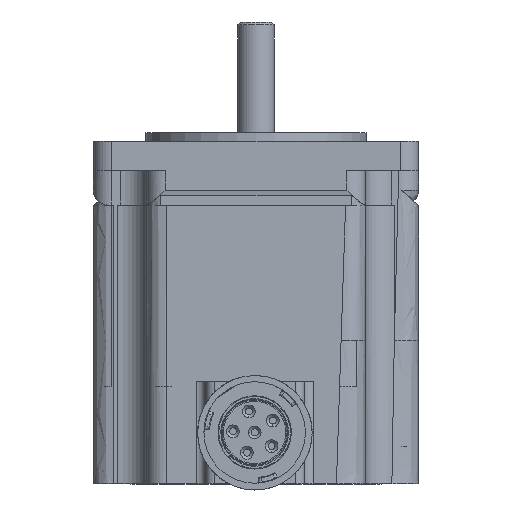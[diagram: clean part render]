
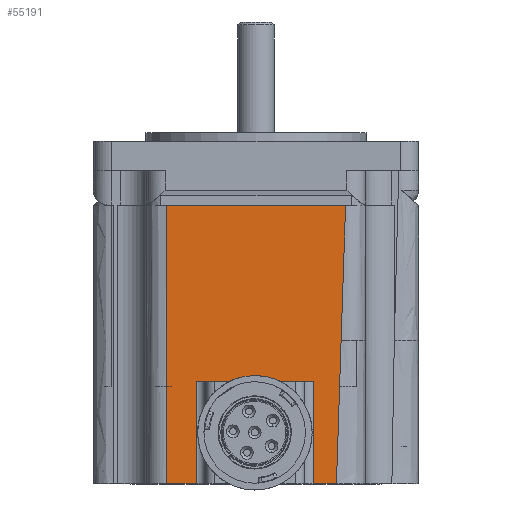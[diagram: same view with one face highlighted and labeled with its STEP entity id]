
A CAD part, front view. The second image highlights one B-rep face of the part: STEP entity #55191.
In plain terms, the highlighted planar face has unit normal (0, -1, 0).
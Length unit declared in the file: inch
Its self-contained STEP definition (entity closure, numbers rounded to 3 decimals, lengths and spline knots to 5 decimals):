
#1227 = VECTOR ( 'NONE', #37062, 39.37008 ) ;
#1336 = FACE_OUTER_BOUND ( 'NONE', #46342, .T. ) ;
#1353 = EDGE_CURVE ( 'NONE', #43581, #23825, #4835, .T. ) ;
#1567 = CARTESIAN_POINT ( 'NONE',  ( 2.13311, 0.86168, 0.75793 ) ) ;
#1982 = ORIENTED_EDGE ( 'NONE', *, *, #9407, .T. ) ;
#2137 = CARTESIAN_POINT ( 'NONE',  ( 2.13517, 0.86168, 0.89078 ) ) ;
#2343 = VECTOR ( 'NONE', #49598, 39.37008 ) ;
#2691 = CARTESIAN_POINT ( 'NONE',  ( 2.15247, 0.86168, 1.38488 ) ) ;
#2880 = CARTESIAN_POINT ( 'NONE',  ( 2.14371, 0.86168, 1.17912 ) ) ;
#2931 = ORIENTED_EDGE ( 'NONE', *, *, #1353, .T. ) ;
#3196 = ORIENTED_EDGE ( 'NONE', *, *, #43441, .T. ) ;
#4835 = B_SPLINE_CURVE_WITH_KNOTS ( 'NONE', 3,
 ( #31351, #35479, #22480, #18034 ),
 .UNSPECIFIED., .F., .F.,
 ( 4, 4 ),
 ( -0.04795, 0. ),
 .UNSPECIFIED. ) ;
#5244 = VERTEX_POINT ( 'NONE', #27160 ) ;
#5399 = LINE ( 'NONE', #6246, #1227 ) ;
#5476 = VERTEX_POINT ( 'NONE', #55655 ) ;
#5843 = CARTESIAN_POINT ( 'NONE',  ( 2.13272, 0.86168, 0.65666 ) ) ;
#6246 = CARTESIAN_POINT ( 'NONE',  ( 0.84431, 0.86168, 2.54461 ) ) ;
#6580 = CARTESIAN_POINT ( 'NONE',  ( 2.1525, 0.86168, 1.38546 ) ) ;
#6754 = ORIENTED_EDGE ( 'NONE', *, *, #57343, .T. ) ;
#6762 = CARTESIAN_POINT ( 'NONE',  ( 2.15239, 0.86168, 1.38315 ) ) ;
#7077 = DIRECTION ( 'NONE',  ( 1., 0., 0. ) ) ;
#7156 = CARTESIAN_POINT ( 'NONE',  ( 2.14108, 0.86168, 1.10538 ) ) ;
#7356 = CARTESIAN_POINT ( 'NONE',  ( 2.15245, 0.86168, 1.38436 ) ) ;
#7443 = CARTESIAN_POINT ( 'NONE',  ( 1.18174, 0.86168, 1.35166 ) ) ;
#9407 = EDGE_CURVE ( 'NONE', #32183, #43581, #5399, .T. ) ;
#9950 = LINE ( 'NONE', #20819, #15491 ) ;
#11078 = CARTESIAN_POINT ( 'NONE',  ( 2.14234, 0.86168, 1.14127 ) ) ;
#11135 = CARTESIAN_POINT ( 'NONE',  ( 2.16431, 0.86168, 1.62855 ) ) ;
#11270 = CARTESIAN_POINT ( 'NONE',  ( 2.1353, 0.86168, 0.8971 ) ) ;
#11382 = VECTOR ( 'NONE', #7077, 39.37008 ) ;
#11644 = CARTESIAN_POINT ( 'NONE',  ( 2.14908, 0.86168, 1.30949 ) ) ;
#11838 = CARTESIAN_POINT ( 'NONE',  ( 2.13525, 0.86168, 0.89457 ) ) ;
#12592 = VERTEX_POINT ( 'NONE', #28837 ) ;
#14139 = LINE ( 'NONE', #23233, #2343 ) ;
#15006 = B_SPLINE_CURVE_WITH_KNOTS ( 'NONE', 3,
 ( #5843, #19190, #1567, #32714, #46890, #37615, #2137, #11838, #11270, #15500, #33290, #20342, #42219, #7156, #16069, #38183, #47081, #24783, #11078, #46703, #51321, #2880, #24972, #11644, #28650, #29226, #37995, #55233, #6762, #7356, #2691, #42590, #6580, #20160, #37795, #20520 ),
 .UNSPECIFIED., .F., .F.,
 ( 4, 1, 1, 1, 1, 1, 2, 2, 1, 1, 1, 1, 1, 1, 1, 2, 2, 1, 1, 1, 1, 1, 1, 1, 1, 2, 2, 4 ),
 ( 0., 0.125, 0.1875, 0.21875, 0.23437, 0.24219, 0.24609, 0.25, 0.375, 0.4375, 0.46875, 0.48437, 0.49219, 0.49609, 0.49805, 0.49902, 0.5, 0.625, 0.6875, 0.71875, 0.73437, 0.74219, 0.74609, 0.74805, 0.74902, 0.74951, 0.75, 1. ),
 .UNSPECIFIED. ) ;
#15491 = VECTOR ( 'NONE', #43294, 39.37008 ) ;
#15500 = CARTESIAN_POINT ( 'NONE',  ( 2.13533, 0.86168, 0.89844 ) ) ;
#15544 = CARTESIAN_POINT ( 'NONE',  ( 2.17963, 0.86168, 1.93391 ) ) ;
#15566 = DIRECTION ( 'NONE',  ( -1., 0., 0. ) ) ;
#16069 = CARTESIAN_POINT ( 'NONE',  ( 2.14172, 0.86168, 1.12393 ) ) ;
#16109 = EDGE_CURVE ( 'NONE', #42943, #12592, #15006, .T. ) ;
#16203 = CARTESIAN_POINT ( 'NONE',  ( 2.1945, 0.86168, 2.54461 ) ) ;
#16883 = EDGE_CURVE ( 'NONE', #5476, #42943, #9950, .T. ) ;
#18034 = CARTESIAN_POINT ( 'NONE',  ( 0.97912, 0.86168, 0.65666 ) ) ;
#19190 = CARTESIAN_POINT ( 'NONE',  ( 2.13275, 0.86168, 0.69717 ) ) ;
#19657 = DIRECTION ( 'NONE',  ( 0., 1., 0. ) ) ;
#19823 = CARTESIAN_POINT ( 'NONE',  ( 2.1945, 0.86168, 2.23926 ) ) ;
#20160 = CARTESIAN_POINT ( 'NONE',  ( 2.15535, 0.86168, 1.44729 ) ) ;
#20342 = CARTESIAN_POINT ( 'NONE',  ( 2.13763, 0.86168, 0.99678 ) ) ;
#20394 = DIRECTION ( 'NONE',  ( 1., 0., 0. ) ) ;
#20520 = CARTESIAN_POINT ( 'NONE',  ( 2.16431, 0.86168, 1.62855 ) ) ;
#20819 = CARTESIAN_POINT ( 'NONE',  ( 0.84431, 0.86168, 0.65666 ) ) ;
#21465 = ORIENTED_EDGE ( 'NONE', *, *, #16883, .T. ) ;
#22249 = EDGE_CURVE ( 'NONE', #23825, #37927, #32088, .T. ) ;
#22480 = CARTESIAN_POINT ( 'NONE',  ( 0.97912, 0.86168, 1.28598 ) ) ;
#22827 = EDGE_CURVE ( 'NONE', #37927, #40379, #24415, .T. ) ;
#23233 = CARTESIAN_POINT ( 'NONE',  ( 1.97674, 0.86168, 2.54941 ) ) ;
#23498 = ORIENTED_EDGE ( 'NONE', *, *, #28324, .T. ) ;
#23825 = VERTEX_POINT ( 'NONE', #31444 ) ;
#24272 = CARTESIAN_POINT ( 'NONE',  ( 2.1945, 0.86168, 2.54461 ) ) ;
#24415 = LINE ( 'NONE', #25535, #46614 ) ;
#24783 = CARTESIAN_POINT ( 'NONE',  ( 2.14231, 0.86168, 1.14026 ) ) ;
#24972 = CARTESIAN_POINT ( 'NONE',  ( 2.14597, 0.86168, 1.23689 ) ) ;
#25535 = CARTESIAN_POINT ( 'NONE',  ( 1.18174, 0.86168, 1.35166 ) ) ;
#26012 = CARTESIAN_POINT ( 'NONE',  ( 1.18174, 0.86168, 0.65666 ) ) ;
#26162 = AXIS2_PLACEMENT_3D ( 'NONE', #42102, #19657, #15566 ) ;
#27160 = CARTESIAN_POINT ( 'NONE',  ( 1.97674, 0.86168, 1.35166 ) ) ;
#28324 = EDGE_CURVE ( 'NONE', #12592, #32183, #54012, .T. ) ;
#28650 = CARTESIAN_POINT ( 'NONE',  ( 2.15075, 0.86168, 1.3471 ) ) ;
#28837 = CARTESIAN_POINT ( 'NONE',  ( 2.16431, 0.86168, 1.62855 ) ) ;
#29226 = CARTESIAN_POINT ( 'NONE',  ( 2.15162, 0.86168, 1.36623 ) ) ;
#29402 = DIRECTION ( 'NONE',  ( 0., 0., 1. ) ) ;
#29468 = CARTESIAN_POINT ( 'NONE',  ( 1.58681, 0.86168, 1.35166 ) ) ;
#31351 = CARTESIAN_POINT ( 'NONE',  ( 0.97912, 0.86168, 2.54461 ) ) ;
#31444 = CARTESIAN_POINT ( 'NONE',  ( 0.97912, 0.86168, 0.65666 ) ) ;
#32088 = LINE ( 'NONE', #56290, #11382 ) ;
#32183 = VERTEX_POINT ( 'NONE', #16203 ) ;
#32714 = CARTESIAN_POINT ( 'NONE',  ( 2.13405, 0.86168, 0.82879 ) ) ;
#32782 = PLANE ( 'NONE',  #26162 ) ;
#33290 = CARTESIAN_POINT ( 'NONE',  ( 2.13615, 0.86168, 0.93779 ) ) ;
#33623 = VECTOR ( 'NONE', #20394, 39.37008 ) ;
#35479 = CARTESIAN_POINT ( 'NONE',  ( 0.97912, 0.86168, 1.91529 ) ) ;
#37062 = DIRECTION ( 'NONE',  ( -1., 0., 0. ) ) ;
#37615 = CARTESIAN_POINT ( 'NONE',  ( 2.135, 0.86168, 0.88192 ) ) ;
#37795 = CARTESIAN_POINT ( 'NONE',  ( 2.15928, 0.86168, 1.52828 ) ) ;
#37927 = VERTEX_POINT ( 'NONE', #26012 ) ;
#37995 = CARTESIAN_POINT ( 'NONE',  ( 2.15206, 0.86168, 1.37588 ) ) ;
#38183 = CARTESIAN_POINT ( 'NONE',  ( 2.14205, 0.86168, 1.13325 ) ) ;
#40200 = ORIENTED_EDGE ( 'NONE', *, *, #22249, .T. ) ;
#40379 = VERTEX_POINT ( 'NONE', #7443 ) ;
#41906 = ORIENTED_EDGE ( 'NONE', *, *, #16109, .T. ) ;
#42102 = CARTESIAN_POINT ( 'NONE',  ( 1.58681, 0.86168, 2.54941 ) ) ;
#42219 = CARTESIAN_POINT ( 'NONE',  ( 2.13984, 0.86168, 1.06867 ) ) ;
#42590 = CARTESIAN_POINT ( 'NONE',  ( 2.15249, 0.86168, 1.38523 ) ) ;
#42943 = VERTEX_POINT ( 'NONE', #48541 ) ;
#43294 = DIRECTION ( 'NONE',  ( 1., 0., 0. ) ) ;
#43441 = EDGE_CURVE ( 'NONE', #5244, #5476, #14139, .T. ) ;
#43581 = VERTEX_POINT ( 'NONE', #51110 ) ;
#46342 = EDGE_LOOP ( 'NONE', ( #40200, #56675, #6754, #3196, #21465, #41906, #23498, #1982, #2931 ) ) ;
#46614 = VECTOR ( 'NONE', #29402, 39.37008 ) ;
#46703 = CARTESIAN_POINT ( 'NONE',  ( 2.14237, 0.86168, 1.14194 ) ) ;
#46890 = CARTESIAN_POINT ( 'NONE',  ( 2.13466, 0.86168, 0.86421 ) ) ;
#47081 = CARTESIAN_POINT ( 'NONE',  ( 2.14222, 0.86168, 1.13792 ) ) ;
#48541 = CARTESIAN_POINT ( 'NONE',  ( 2.13272, 0.86168, 0.65666 ) ) ;
#49598 = DIRECTION ( 'NONE',  ( 0., 0., -1. ) ) ;
#51110 = CARTESIAN_POINT ( 'NONE',  ( 0.97912, 0.86168, 2.54461 ) ) ;
#51321 = CARTESIAN_POINT ( 'NONE',  ( 2.14238, 0.86168, 1.14232 ) ) ;
#54012 = B_SPLINE_CURVE_WITH_KNOTS ( 'NONE', 3,
 ( #11135, #15544, #19823, #24272 ),
 .UNSPECIFIED., .F., .F.,
 ( 4, 4 ),
 ( -0.02327, 0. ),
 .UNSPECIFIED. ) ;
#55141 = LINE ( 'NONE', #29468, #33623 ) ;
#55191 = ADVANCED_FACE ( 'NONE', ( #1336 ), #32782, .F. ) ;
#55233 = CARTESIAN_POINT ( 'NONE',  ( 2.15228, 0.86168, 1.38072 ) ) ;
#55655 = CARTESIAN_POINT ( 'NONE',  ( 1.97674, 0.86168, 0.65666 ) ) ;
#56290 = CARTESIAN_POINT ( 'NONE',  ( 0.84431, 0.86168, 0.65666 ) ) ;
#56675 = ORIENTED_EDGE ( 'NONE', *, *, #22827, .T. ) ;
#57343 = EDGE_CURVE ( 'NONE', #40379, #5244, #55141, .T. ) ;
